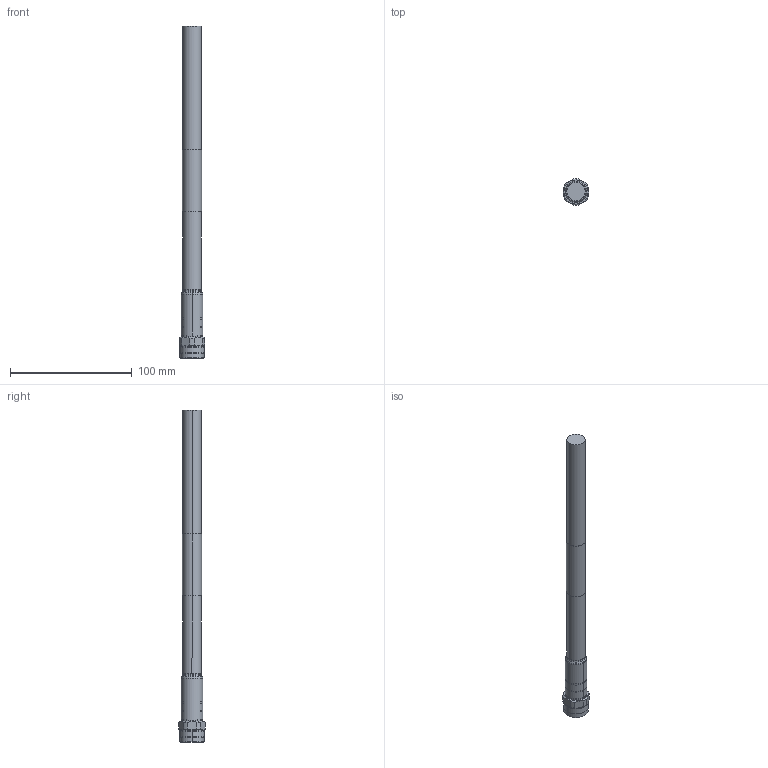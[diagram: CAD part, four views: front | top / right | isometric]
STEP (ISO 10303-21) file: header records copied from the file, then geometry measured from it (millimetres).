
FILE_DESCRIPTION (( 'STEP AP214' ), '1' );
FILE_NAME ('FMCA3254_3D.step', '2023-05-10T07:41:37', ( '' ), ( '' ), 'SwSTEP 2.0', 'SolidWorks 2022', '' );
FILE_SCHEMA (( 'AUTOMOTIVE_DESIGN' ));
Length unit declared in the file: inch
Products named in the file (6): LMR-600-DB-BULK; Copy of HeatShrink_FMCN1090^FMCA3254; TC-600-NMH-X_ferrule; TC-600-NMH-X; TC-600-NMH-X_body; FMCA3254_3D
Assembly tree (5 placements, depth 3):
  FMCA3254_3D
    TC-600-NMH-X
      TC-600-NMH-X_body
      TC-600-NMH-X_ferrule
    Copy of HeatShrink_FMCN1090^FMCA3254
    LMR-600-DB-BULK
Bounding box: 20.57 x 21.98 x 272.3 mm (x, y, z)
Volume: 63785.5 mm3; surface area: 21889.1 mm2
Topology: 4 solids, 4 shells, 133 faces, 276 edges, 161 vertices
Faces by surface type: cylinder 52, cone 50, plane 25, torus 6
Entity records: 3886 total; most frequent: DIRECTION 692, CARTESIAN_POINT 689, ORIENTED_EDGE 548, AXIS2_PLACEMENT_3D 292, EDGE_CURVE 274, VERTEX_POINT 161, CIRCLE 150, EDGE_LOOP 147
